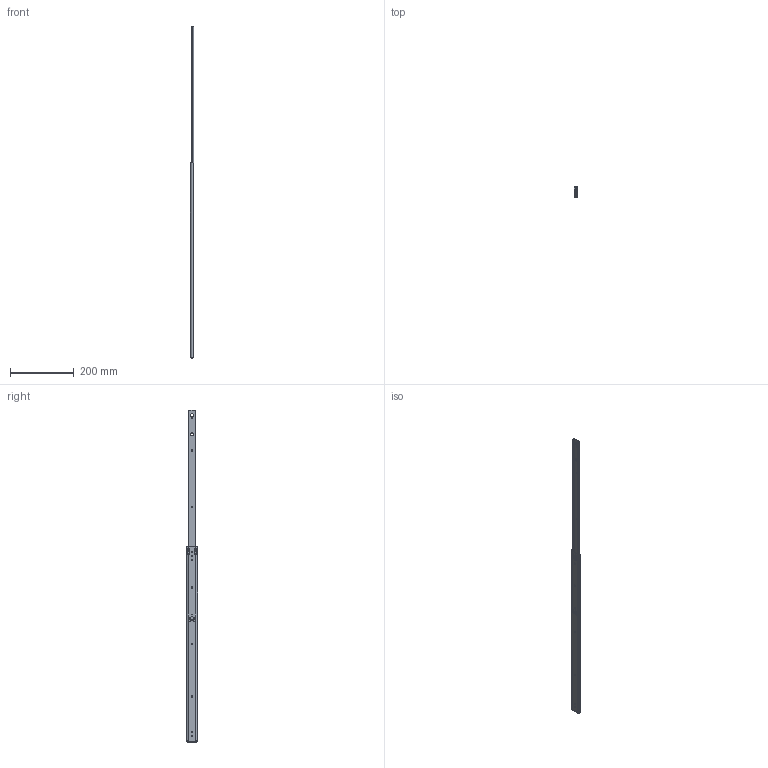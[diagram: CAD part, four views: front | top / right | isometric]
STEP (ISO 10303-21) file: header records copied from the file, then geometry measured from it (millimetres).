
FILE_DESCRIPTION (( 'STEP AP203' ), '1' );
FILE_NAME ('S103-24.STEP', '2020-12-24T00:56:24', ( '' ), ( '' ), 'SwSTEP 2.0', 'SolidWorks 2019', '' );
FILE_SCHEMA (( 'CONFIG_CONTROL_DESIGN' ));
Length unit declared in the file: millimetre
Products named in the file (7): IM S103-24 ; PN1 ; PN84 バネ; S103-24; PN101リベット; PN284-1 リードイン　 ; OM S103-24  
Assembly tree (6 placements, depth 2):
  S103-24
    OM S103-24  
    PN1 
    PN84 バネ
    PN101リベット
    PN284-1 リードイン　 
    IM S103-24 
Bounding box: 9.6 x 35.3 x 1041.7 mm (x, y, z)
Volume: 78105 mm3; surface area: 102963.8 mm2
Topology: 6 solids, 6 shells, 333 faces, 933 edges, 602 vertices
Faces by surface type: plane 165, cylinder 156, sphere 8, bspline 4
Entity records: 12224 total; most frequent: CARTESIAN_POINT 2833, ORIENTED_EDGE 1850, DIRECTION 1785, EDGE_CURVE 925, AXIS2_PLACEMENT_3D 614, VERTEX_POINT 602, VECTOR 557, LINE 557
